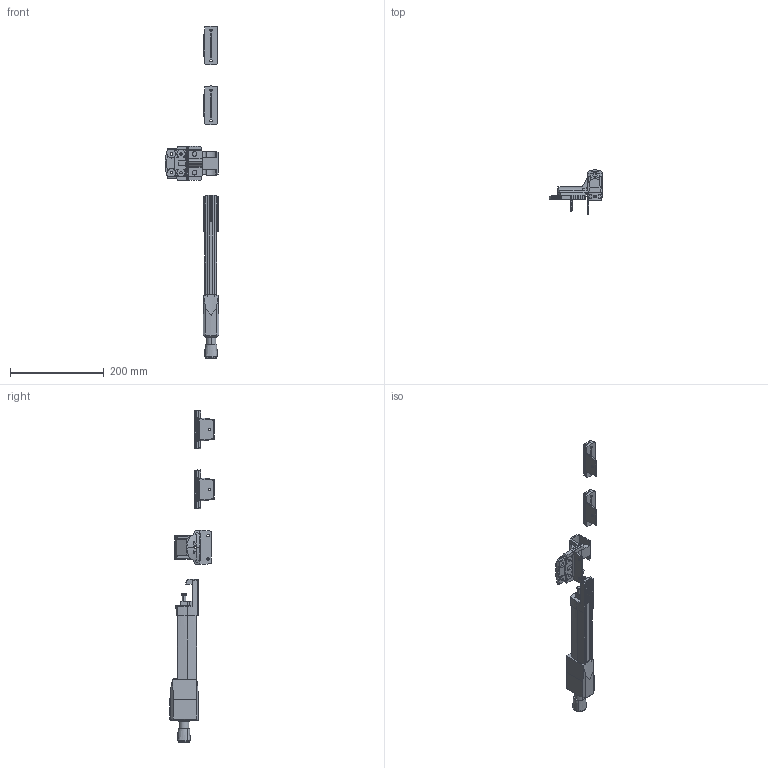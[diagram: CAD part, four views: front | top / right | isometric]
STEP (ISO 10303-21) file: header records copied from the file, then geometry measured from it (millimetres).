
FILE_DESCRIPTION (( 'STEP AP214' ), '1' );
FILE_NAME ('04694-Pool Latch Black 310mm.STEP', '2018-11-06T00:33:20', ( '' ), ( '' ), 'SwSTEP 2.0', 'SolidWorks 2018', '' );
FILE_SCHEMA (( 'AUTOMOTIVE_DESIGN' ));
Length unit declared in the file: millimetre
Products named in the file (7): 4694 catch base; 4694 knob; 4694 body; 4694 catch; 04694-Pool Latch Black 310mm; 4694 mount; 4694 pin
Assembly tree (7 placements, depth 2):
  04694-Pool Latch Black 310mm
    4694 body
    4694 catch
    4694 catch base
    4694 knob
    4694 mount  x2
    4694 pin
Bounding box: 114.5 x 95.3 x 708.5 mm (x, y, z)
Volume: 508973.6 mm3; surface area: 124447.6 mm2
Topology: 7 solids, 7 shells, 1094 faces, 3046 edges, 1935 vertices
Faces by surface type: plane 544, cylinder 296, bspline 191, torus 32, sphere 25, cone 6
Entity records: 52703 total; most frequent: CARTESIAN_POINT 30176, ORIENTED_EDGE 5108, DIRECTION 3860, EDGE_CURVE 2554, VERTEX_POINT 1631, AXIS2_PLACEMENT_3D 1315, LINE 1230, VECTOR 1230
